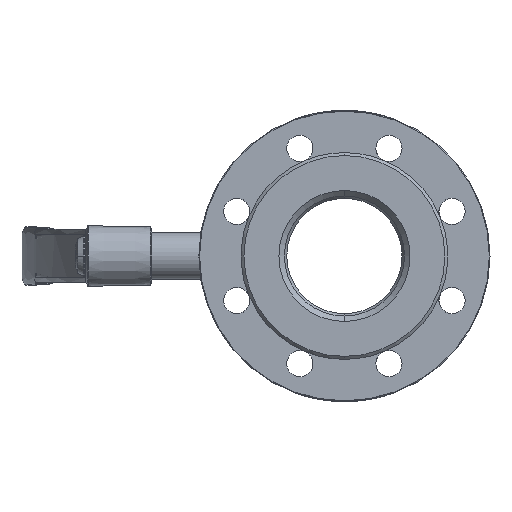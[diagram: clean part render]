
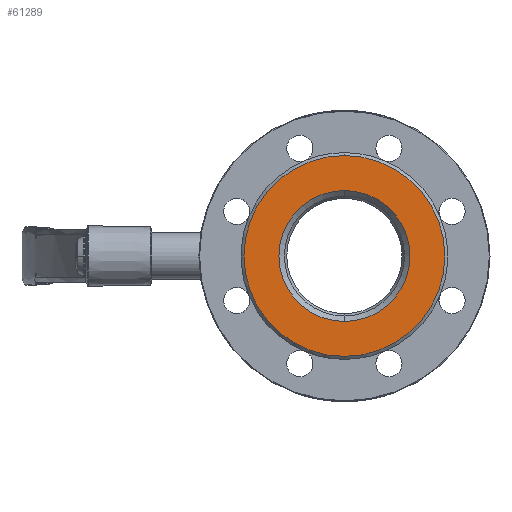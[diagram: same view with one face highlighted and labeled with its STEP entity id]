
A CAD part, left-side view. The second image highlights one B-rep face of the part: STEP entity #61289.
In plain terms, the highlighted planar face has unit normal (-1, 0, 0).
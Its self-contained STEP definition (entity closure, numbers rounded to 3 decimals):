
#3230 = EDGE_CURVE ( 'NONE', #30085, #47954, #55220, .T. ) ;
#5886 = ORIENTED_EDGE ( 'NONE', *, *, #68461, .F. ) ;
#6502 = AXIS2_PLACEMENT_3D ( 'NONE', #21598, #71373, #40576 ) ;
#6635 = DIRECTION ( 'NONE',  ( 1., 0., 0. ) ) ;
#7469 = DIRECTION ( 'NONE',  ( 0., 0., -1. ) ) ;
#7860 = AXIS2_PLACEMENT_3D ( 'NONE', #47983, #21742, #40319 ) ;
#10992 = ORIENTED_EDGE ( 'NONE', *, *, #48920, .T. ) ;
#11335 = DIRECTION ( 'NONE',  ( 1., 0., 0. ) ) ;
#20205 = ORIENTED_EDGE ( 'NONE', *, *, #45225, .F. ) ;
#21598 = CARTESIAN_POINT ( 'NONE',  ( -155., 0., 0.003 ) ) ;
#21742 = DIRECTION ( 'NONE',  ( 1., 0., 0. ) ) ;
#24293 = CARTESIAN_POINT ( 'NONE',  ( -155., 0., 69.003 ) ) ;
#30085 = VERTEX_POINT ( 'NONE', #43698 ) ;
#33312 = AXIS2_PLACEMENT_3D ( 'NONE', #62082, #6635, #54820 ) ;
#38229 = CARTESIAN_POINT ( 'NONE',  ( -155., 0., 0.003 ) ) ;
#40319 = DIRECTION ( 'NONE',  ( 0., 0., -1. ) ) ;
#40576 = DIRECTION ( 'NONE',  ( 0., 0., -1. ) ) ;
#41102 = EDGE_LOOP ( 'NONE', ( #10992, #74058 ) ) ;
#43698 = CARTESIAN_POINT ( 'NONE',  ( -155., 0., 45.003 ) ) ;
#45225 = EDGE_CURVE ( 'NONE', #57312, #71130, #77661, .T. ) ;
#46325 = CIRCLE ( 'NONE', #52813, 45. ) ;
#47849 = CIRCLE ( 'NONE', #6502, 69. ) ;
#47954 = VERTEX_POINT ( 'NONE', #51155 ) ;
#47983 = CARTESIAN_POINT ( 'NONE',  ( -155., 0., 0.003 ) ) ;
#48552 = FACE_BOUND ( 'NONE', #41102, .T. ) ;
#48920 = EDGE_CURVE ( 'NONE', #47954, #30085, #46325, .T. ) ;
#51155 = CARTESIAN_POINT ( 'NONE',  ( -155., 0., -44.997 ) ) ;
#52813 = AXIS2_PLACEMENT_3D ( 'NONE', #38229, #62925, #7469 ) ;
#53852 = CARTESIAN_POINT ( 'NONE',  ( -155., 0., -68.997 ) ) ;
#54820 = DIRECTION ( 'NONE',  ( 0., 0., -1. ) ) ;
#55220 = CIRCLE ( 'NONE', #33312, 45. ) ;
#56798 = AXIS2_PLACEMENT_3D ( 'NONE', #67177, #11335, #60719 ) ;
#57312 = VERTEX_POINT ( 'NONE', #53852 ) ;
#60719 = DIRECTION ( 'NONE',  ( 0., 0., -1. ) ) ;
#61289 = ADVANCED_FACE ( 'NONE', ( #65576, #48552 ), #66770, .F. ) ;
#62082 = CARTESIAN_POINT ( 'NONE',  ( -155., 0., 0.003 ) ) ;
#62925 = DIRECTION ( 'NONE',  ( 1., 0., 0. ) ) ;
#65576 = FACE_OUTER_BOUND ( 'NONE', #77056, .T. ) ;
#66770 = PLANE ( 'NONE',  #56798 ) ;
#67177 = CARTESIAN_POINT ( 'NONE',  ( -155., 69., 0.003 ) ) ;
#68461 = EDGE_CURVE ( 'NONE', #71130, #57312, #47849, .T. ) ;
#71130 = VERTEX_POINT ( 'NONE', #24293 ) ;
#71373 = DIRECTION ( 'NONE',  ( 1., 0., 0. ) ) ;
#74058 = ORIENTED_EDGE ( 'NONE', *, *, #3230, .T. ) ;
#77056 = EDGE_LOOP ( 'NONE', ( #20205, #5886 ) ) ;
#77661 = CIRCLE ( 'NONE', #7860, 69. ) ;
